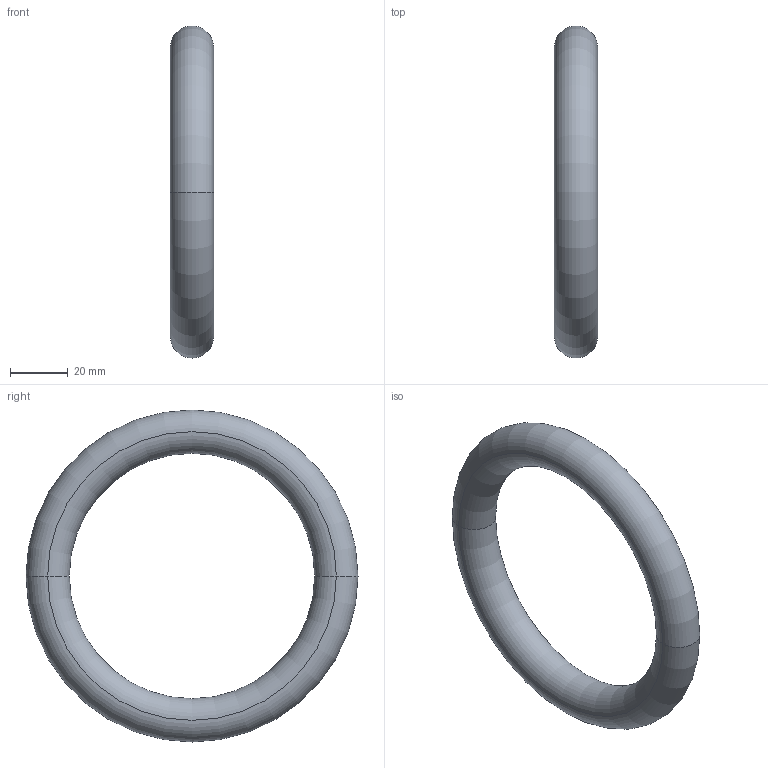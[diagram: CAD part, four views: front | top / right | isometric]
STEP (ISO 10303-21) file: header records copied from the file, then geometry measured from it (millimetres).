
FILE_DESCRIPTION((''),'2;1');
FILE_NAME('LADEGERAET_60V_V1_KABEL','2026-02-09T09:48:16',('Samuel'),(''),'CREO PARAMETRIC BY PTC INC, 2023073','CREO PARAMETRIC BY PTC INC, 2023073','');
FILE_SCHEMA(('CONFIG_CONTROL_DESIGN'));
Length unit declared in the file: millimetre
Products named in the file (1): LADEGERAET_60V_V1_KABEL
Bounding box: 15 x 115 x 115 mm (x, y, z)
Volume: 55516.5 mm3; surface area: 14804.4 mm2
Topology: 1 solids, 1 shells, 4 faces, 8 edges, 4 vertices
Faces by surface type: torus 4
Entity records: 150 total; most frequent: DIRECTION 24, CARTESIAN_POINT 16, ORIENTED_EDGE 16, AXIS2_PLACEMENT_3D 12, CIRCLE 8, EDGE_CURVE 8, VERTEX_POINT 4, TOROIDAL_SURFACE 4
